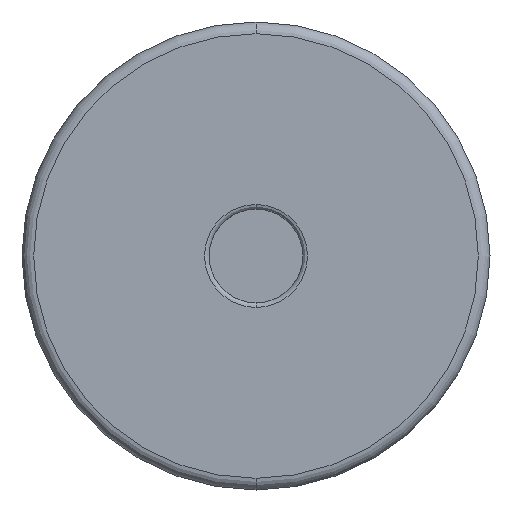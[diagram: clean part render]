
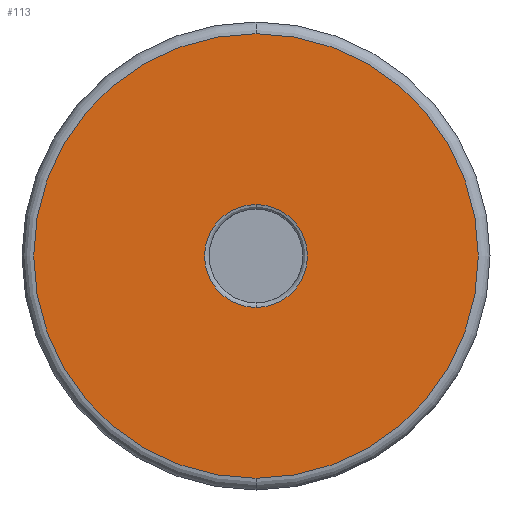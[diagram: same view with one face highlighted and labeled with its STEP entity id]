
A CAD part, front view. The second image highlights one B-rep face of the part: STEP entity #113.
In plain terms, the highlighted planar face has unit normal (0, -1, 0).
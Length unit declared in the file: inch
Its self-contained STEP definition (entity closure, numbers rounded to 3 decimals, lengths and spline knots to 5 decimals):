
#5 = EDGE_LOOP ( 'NONE', ( #290, #272 ) ) ;
#64 = CIRCLE ( 'NONE', #212, 0.475 ) ;
#73 = EDGE_CURVE ( 'NONE', #252, #253, #84, .T. ) ;
#84 = CIRCLE ( 'NONE', #172, 0.11 ) ;
#87 = CIRCLE ( 'NONE', #223, 0.475 ) ;
#92 = CIRCLE ( 'NONE', #202, 0.11 ) ;
#113 = ADVANCED_FACE ( 'NONE', ( #221, #214 ), #403, .F. ) ;
#117 = EDGE_CURVE ( 'NONE', #250, #251, #87, .T. ) ;
#118 = EDGE_CURVE ( 'NONE', #253, #252, #92, .T. ) ;
#172 = AXIS2_PLACEMENT_3D ( 'NONE', #357, #358, #359 ) ;
#202 = AXIS2_PLACEMENT_3D ( 'NONE', #417, #418, #419 ) ;
#209 = AXIS2_PLACEMENT_3D ( 'NONE', #404, #405, #406 ) ;
#212 = AXIS2_PLACEMENT_3D ( 'NONE', #535, #536, #537 ) ;
#214 = FACE_OUTER_BOUND ( 'NONE', #5, .T. ) ;
#221 = FACE_BOUND ( 'NONE', #575, .T. ) ;
#223 = AXIS2_PLACEMENT_3D ( 'NONE', #414, #415, #416 ) ;
#250 = VERTEX_POINT ( 'NONE', #495 ) ;
#251 = VERTEX_POINT ( 'NONE', #496 ) ;
#252 = VERTEX_POINT ( 'NONE', #497 ) ;
#253 = VERTEX_POINT ( 'NONE', #498 ) ;
#272 = ORIENTED_EDGE ( 'NONE', *, *, #588, .T. ) ;
#288 = ORIENTED_EDGE ( 'NONE', *, *, #73, .T. ) ;
#289 = ORIENTED_EDGE ( 'NONE', *, *, #118, .T. ) ;
#290 = ORIENTED_EDGE ( 'NONE', *, *, #117, .T. ) ;
#357 = CARTESIAN_POINT ( 'NONE',  ( 0., 0., 0. ) ) ;
#358 = DIRECTION ( 'NONE',  ( 0., 1., 0. ) ) ;
#359 = DIRECTION ( 'NONE',  ( 0., 0., 1. ) ) ;
#403 = PLANE ( 'NONE',  #209 ) ;
#404 = CARTESIAN_POINT ( 'NONE',  ( 0., 0., 0. ) ) ;
#405 = DIRECTION ( 'NONE',  ( 0., 1., 0. ) ) ;
#406 = DIRECTION ( 'NONE',  ( 0., 0., 1. ) ) ;
#414 = CARTESIAN_POINT ( 'NONE',  ( 0., 0., 0. ) ) ;
#415 = DIRECTION ( 'NONE',  ( 0., -1., 0. ) ) ;
#416 = DIRECTION ( 'NONE',  ( 0., 0., 1. ) ) ;
#417 = CARTESIAN_POINT ( 'NONE',  ( 0., 0., 0. ) ) ;
#418 = DIRECTION ( 'NONE',  ( 0., 1., 0. ) ) ;
#419 = DIRECTION ( 'NONE',  ( 0., 0., 1. ) ) ;
#495 = CARTESIAN_POINT ( 'NONE',  ( 0., 0., 0.475 ) ) ;
#496 = CARTESIAN_POINT ( 'NONE',  ( 0., 0., -0.475 ) ) ;
#497 = CARTESIAN_POINT ( 'NONE',  ( 0., 0., 0.11 ) ) ;
#498 = CARTESIAN_POINT ( 'NONE',  ( 0., 0., -0.11 ) ) ;
#535 = CARTESIAN_POINT ( 'NONE',  ( 0., 0., 0. ) ) ;
#536 = DIRECTION ( 'NONE',  ( 0., -1., 0. ) ) ;
#537 = DIRECTION ( 'NONE',  ( 0., 0., 1. ) ) ;
#575 = EDGE_LOOP ( 'NONE', ( #288, #289 ) ) ;
#588 = EDGE_CURVE ( 'NONE', #251, #250, #64, .T. ) ;
